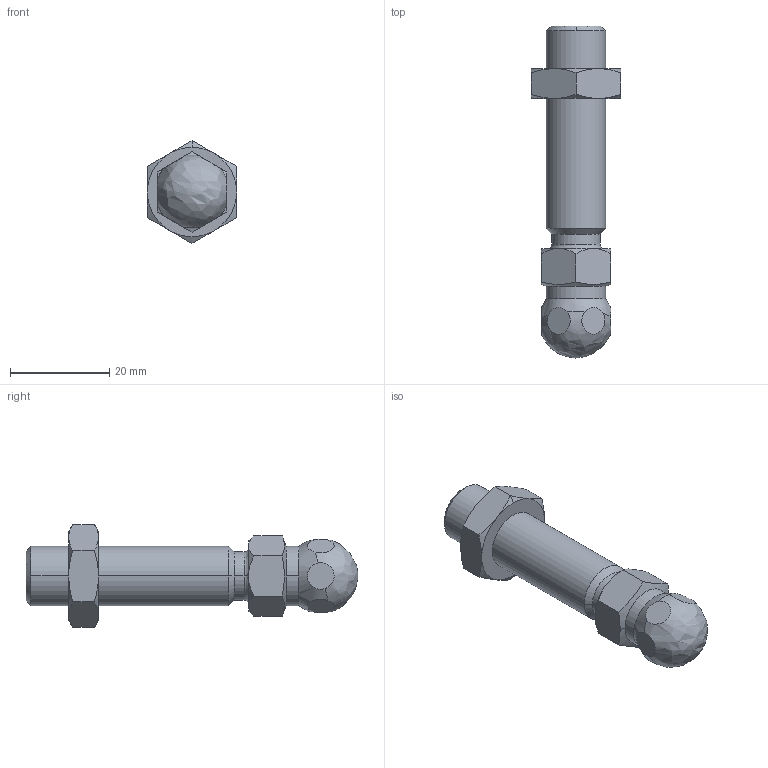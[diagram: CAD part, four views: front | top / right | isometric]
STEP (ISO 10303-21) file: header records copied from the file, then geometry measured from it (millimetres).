
FILE_DESCRIPTION (( 'STEP AP214' ), '1' );
FILE_NAME ('203600358.STEP', '2014-02-18T14:04:11', ( '' ), ( '' ), 'SwSTEP 2.0', 'SolidWorks 2014', '' );
FILE_SCHEMA (( 'AUTOMOTIVE_DESIGN' ));
Length unit declared in the file: millimetre
Products named in the file (1): 203600358
Bounding box: 18 x 67 x 20.78 mm (x, y, z)
Volume: 9183.6 mm3; surface area: 3817 mm2
Topology: 2 solids, 2 shells, 65 faces, 154 edges, 95 vertices
Faces by surface type: cone 29, plane 22, cylinder 10, bspline 4
Entity records: 3259 total; most frequent: CARTESIAN_POINT 1083, ORIENTED_EDGE 308, DIRECTION 277, EDGE_CURVE 154, AXIS2_PLACEMENT_3D 119, VERTEX_POINT 95, UNCERTAINTY_MEASURE_WITH_UNIT 69, EDGE_LOOP 69
